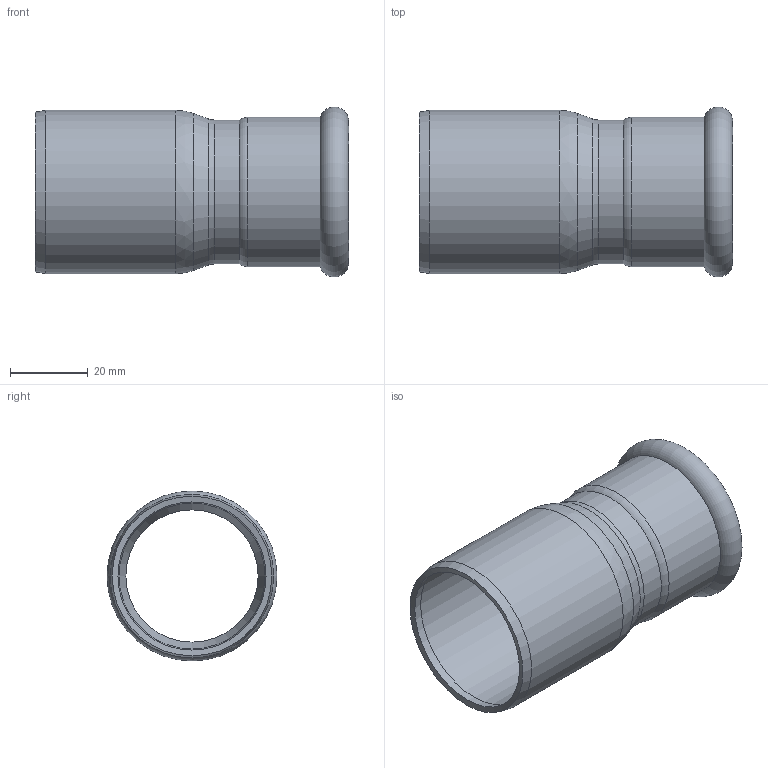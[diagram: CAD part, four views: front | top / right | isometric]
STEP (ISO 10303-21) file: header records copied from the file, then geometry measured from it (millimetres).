
FILE_DESCRIPTION(/* description */ (''),/* implementation_level */ '2;1');
FILE_NAME(/* name */ '391042035_Steelpres.stp',/* time_stamp */ '2022-10-21T16:52:29+02:00',/* author */ ('Vault'),/* organization */ ('Raccorderie metalliche s.p.a. '),/* preprocessor_version */ 'ST-DEVELOPER v18.1',/* originating_system */ 'Autodesk Inventor 2020',/* authorisation */ 'Raccorderie metalliche s.p.a. ');
FILE_SCHEMA (('AUTOMOTIVE_DESIGN { 1 0 10303 214 3 1 1 }'));
Length unit declared in the file: millimetre
Products named in the file (1): 391042035_Steelpres
Bounding box: 80.5 x 43.68 x 43.68 mm (x, y, z)
Volume: 16373.2 mm3; surface area: 20281.2 mm2
Topology: 1 solids, 1 shells, 22 faces, 75 edges, 53 vertices
Faces by surface type: cylinder 8, torus 6, cone 6, bspline 2
Full cylindrical faces by diameter (mm): 34 x1, 35.4 x1, 35.8 x2, 37 x1, 38.4 x1, 39 x1, 42 x1
Entity records: 979 total; most frequent: CARTESIAN_POINT 203, DIRECTION 178, ORIENTED_EDGE 150, AXIS2_PLACEMENT_3D 82, EDGE_CURVE 75, CIRCLE 61, VERTEX_POINT 53, FACE_OUTER_BOUND 22
